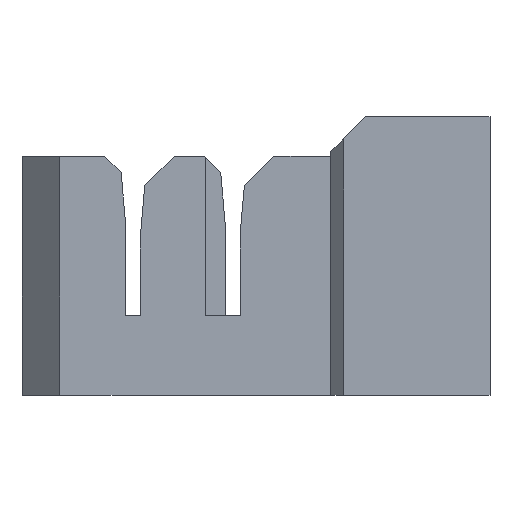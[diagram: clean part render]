
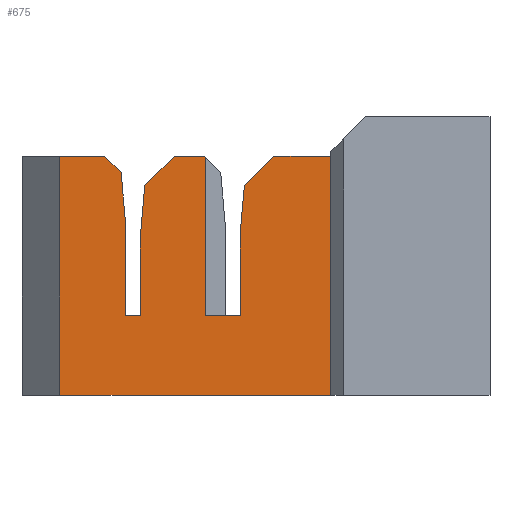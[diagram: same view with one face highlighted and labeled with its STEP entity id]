
A CAD part, front view. The second image highlights one B-rep face of the part: STEP entity #675.
In plain terms, the highlighted planar face has unit normal (0, -1, 0).
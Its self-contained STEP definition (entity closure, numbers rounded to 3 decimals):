
#190 = VERTEX_POINT('',#191);
#191 = CARTESIAN_POINT('',(4.5,-15.,0.));
#197 = EDGE_CURVE('',#190,#198,#200,.T.);
#198 = VERTEX_POINT('',#199);
#199 = CARTESIAN_POINT('',(-9.1,-15.,0.));
#200 = LINE('',#201,#202);
#201 = CARTESIAN_POINT('',(4.5,-15.,0.));
#202 = VECTOR('',#203,1.);
#203 = DIRECTION('',(-1.,0.,0.));
#586 = VERTEX_POINT('',#587);
#587 = CARTESIAN_POINT('',(4.5,-15.,12.));
#593 = EDGE_CURVE('',#190,#586,#594,.T.);
#594 = LINE('',#595,#596);
#595 = CARTESIAN_POINT('',(4.5,-15.,0.));
#596 = VECTOR('',#597,1.);
#597 = DIRECTION('',(0.,0.,1.));
#675 = ADVANCED_FACE('',(#676),#814,.T.);
#676 = FACE_BOUND('',#677,.T.);
#677 = EDGE_LOOP('',(#678,#679,#680,#688,#696,#704,#712,#720,#728,#736,
    #744,#752,#760,#768,#776,#784,#792,#800,#808));
#678 = ORIENTED_EDGE('',*,*,#197,.F.);
#679 = ORIENTED_EDGE('',*,*,#593,.T.);
#680 = ORIENTED_EDGE('',*,*,#681,.T.);
#681 = EDGE_CURVE('',#586,#682,#684,.T.);
#682 = VERTEX_POINT('',#683);
#683 = CARTESIAN_POINT('',(1.64,-15.,12.));
#684 = LINE('',#685,#686);
#685 = CARTESIAN_POINT('',(4.5,-15.,12.));
#686 = VECTOR('',#687,1.);
#687 = DIRECTION('',(-1.,0.,0.));
#688 = ORIENTED_EDGE('',*,*,#689,.T.);
#689 = EDGE_CURVE('',#682,#690,#692,.T.);
#690 = VERTEX_POINT('',#691);
#691 = CARTESIAN_POINT('',(0.166,-15.,10.526));
#692 = LINE('',#693,#694);
#693 = CARTESIAN_POINT('',(-0.645,-15.,9.715));
#694 = VECTOR('',#695,1.);
#695 = DIRECTION('',(-0.707,-0.,-0.707));
#696 = ORIENTED_EDGE('',*,*,#697,.T.);
#697 = EDGE_CURVE('',#690,#698,#700,.T.);
#698 = VERTEX_POINT('',#699);
#699 = CARTESIAN_POINT('',(-0.05,-15.,8.062));
#700 = LINE('',#701,#702);
#701 = CARTESIAN_POINT('',(-0.275,-15.,5.491));
#702 = VECTOR('',#703,1.);
#703 = DIRECTION('',(-0.087,-0.,-0.996));
#704 = ORIENTED_EDGE('',*,*,#705,.T.);
#705 = EDGE_CURVE('',#698,#706,#708,.T.);
#706 = VERTEX_POINT('',#707);
#707 = CARTESIAN_POINT('',(-0.05,-15.,4.));
#708 = LINE('',#709,#710);
#709 = CARTESIAN_POINT('',(-0.05,-15.,4.031));
#710 = VECTOR('',#711,1.);
#711 = DIRECTION('',(0.,0.,-1.));
#712 = ORIENTED_EDGE('',*,*,#713,.T.);
#713 = EDGE_CURVE('',#706,#714,#716,.T.);
#714 = VERTEX_POINT('',#715);
#715 = CARTESIAN_POINT('',(-1.8,-15.,4.));
#716 = LINE('',#717,#718);
#717 = CARTESIAN_POINT('',(2.225,-15.,4.));
#718 = VECTOR('',#719,1.);
#719 = DIRECTION('',(-1.,0.,0.));
#720 = ORIENTED_EDGE('',*,*,#721,.T.);
#721 = EDGE_CURVE('',#714,#722,#724,.T.);
#722 = VERTEX_POINT('',#723);
#723 = CARTESIAN_POINT('',(-1.8,-15.,11.96));
#724 = LINE('',#725,#726);
#725 = CARTESIAN_POINT('',(-1.8,-15.,4.));
#726 = VECTOR('',#727,1.);
#727 = DIRECTION('',(0.,0.,1.));
#728 = ORIENTED_EDGE('',*,*,#729,.T.);
#729 = EDGE_CURVE('',#722,#730,#732,.T.);
#730 = VERTEX_POINT('',#731);
#731 = CARTESIAN_POINT('',(-1.84,-15.,12.));
#732 = LINE('',#733,#734);
#733 = CARTESIAN_POINT('',(3.154,-15.,7.006));
#734 = VECTOR('',#735,1.);
#735 = DIRECTION('',(-0.707,0.,0.707));
#736 = ORIENTED_EDGE('',*,*,#737,.T.);
#737 = EDGE_CURVE('',#730,#738,#740,.T.);
#738 = VERTEX_POINT('',#739);
#739 = CARTESIAN_POINT('',(-3.36,-15.,12.));
#740 = LINE('',#741,#742);
#741 = CARTESIAN_POINT('',(1.33,-15.,12.));
#742 = VECTOR('',#743,1.);
#743 = DIRECTION('',(-1.,0.,0.));
#744 = ORIENTED_EDGE('',*,*,#745,.T.);
#745 = EDGE_CURVE('',#738,#746,#748,.T.);
#746 = VERTEX_POINT('',#747);
#747 = CARTESIAN_POINT('',(-4.834,-15.,10.526));
#748 = LINE('',#749,#750);
#749 = CARTESIAN_POINT('',(-4.395,-15.,10.965));
#750 = VECTOR('',#751,1.);
#751 = DIRECTION('',(-0.707,-0.,-0.707));
#752 = ORIENTED_EDGE('',*,*,#753,.T.);
#753 = EDGE_CURVE('',#746,#754,#756,.T.);
#754 = VERTEX_POINT('',#755);
#755 = CARTESIAN_POINT('',(-5.05,-15.,8.062));
#756 = LINE('',#757,#758);
#757 = CARTESIAN_POINT('',(-5.256,-15.,5.708));
#758 = VECTOR('',#759,1.);
#759 = DIRECTION('',(-0.087,-0.,-0.996));
#760 = ORIENTED_EDGE('',*,*,#761,.T.);
#761 = EDGE_CURVE('',#754,#762,#764,.T.);
#762 = VERTEX_POINT('',#763);
#763 = CARTESIAN_POINT('',(-5.05,-15.,4.));
#764 = LINE('',#765,#766);
#765 = CARTESIAN_POINT('',(-5.05,-15.,4.031));
#766 = VECTOR('',#767,1.);
#767 = DIRECTION('',(0.,0.,-1.));
#768 = ORIENTED_EDGE('',*,*,#769,.T.);
#769 = EDGE_CURVE('',#762,#770,#772,.T.);
#770 = VERTEX_POINT('',#771);
#771 = CARTESIAN_POINT('',(-5.8,-15.,4.));
#772 = LINE('',#773,#774);
#773 = CARTESIAN_POINT('',(-0.275,-15.,4.));
#774 = VECTOR('',#775,1.);
#775 = DIRECTION('',(-1.,0.,0.));
#776 = ORIENTED_EDGE('',*,*,#777,.T.);
#777 = EDGE_CURVE('',#770,#778,#780,.T.);
#778 = VERTEX_POINT('',#779);
#779 = CARTESIAN_POINT('',(-5.8,-15.,8.64));
#780 = LINE('',#781,#782);
#781 = CARTESIAN_POINT('',(-5.8,-15.,2.));
#782 = VECTOR('',#783,1.);
#783 = DIRECTION('',(0.,0.,1.));
#784 = ORIENTED_EDGE('',*,*,#785,.T.);
#785 = EDGE_CURVE('',#778,#786,#788,.T.);
#786 = VERTEX_POINT('',#787);
#787 = CARTESIAN_POINT('',(-6.022,-15.,11.182));
#788 = LINE('',#789,#790);
#789 = CARTESIAN_POINT('',(-5.386,-15.,3.906));
#790 = VECTOR('',#791,1.);
#791 = DIRECTION('',(-0.087,0.,0.996));
#792 = ORIENTED_EDGE('',*,*,#793,.T.);
#793 = EDGE_CURVE('',#786,#794,#796,.T.);
#794 = VERTEX_POINT('',#795);
#795 = CARTESIAN_POINT('',(-6.84,-15.,12.));
#796 = LINE('',#797,#798);
#797 = CARTESIAN_POINT('',(-0.596,-15.,5.756));
#798 = VECTOR('',#799,1.);
#799 = DIRECTION('',(-0.707,0.,0.707));
#800 = ORIENTED_EDGE('',*,*,#801,.T.);
#801 = EDGE_CURVE('',#794,#802,#804,.T.);
#802 = VERTEX_POINT('',#803);
#803 = CARTESIAN_POINT('',(-9.1,-15.,12.));
#804 = LINE('',#805,#806);
#805 = CARTESIAN_POINT('',(-1.17,-15.,12.));
#806 = VECTOR('',#807,1.);
#807 = DIRECTION('',(-1.,0.,0.));
#808 = ORIENTED_EDGE('',*,*,#809,.F.);
#809 = EDGE_CURVE('',#198,#802,#810,.T.);
#810 = LINE('',#811,#812);
#811 = CARTESIAN_POINT('',(-9.1,-15.,0.));
#812 = VECTOR('',#813,1.);
#813 = DIRECTION('',(0.,0.,1.));
#814 = PLANE('',#815);
#815 = AXIS2_PLACEMENT_3D('',#816,#817,#818);
#816 = CARTESIAN_POINT('',(4.5,-15.,0.));
#817 = DIRECTION('',(0.,-1.,0.));
#818 = DIRECTION('',(-1.,0.,0.));
